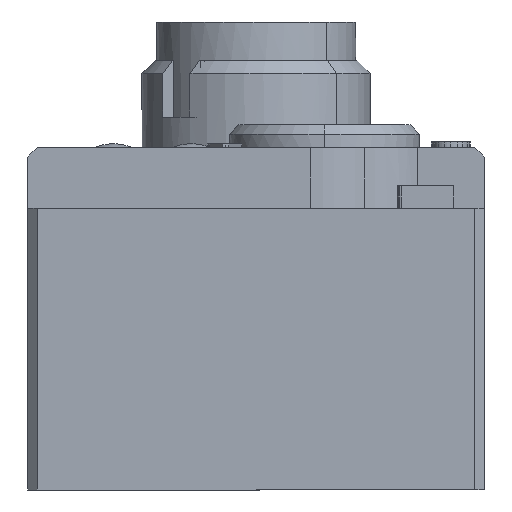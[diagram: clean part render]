
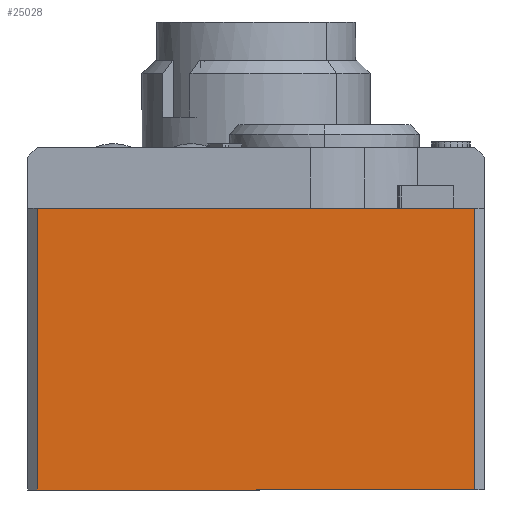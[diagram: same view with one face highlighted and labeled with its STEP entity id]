
A CAD part, front view. The second image highlights one B-rep face of the part: STEP entity #25028.
In plain terms, the highlighted planar face has unit normal (0, -1, 0).
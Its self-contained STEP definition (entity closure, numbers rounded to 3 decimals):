
#25020=AXIS2_PLACEMENT_3D('Plane Axis2P3D',#25017,#25018,#25019) ;
#18206=CARTESIAN_POINT('Vertex',(23.5,0.,0.)) ;
#18209=CARTESIAN_POINT('Line Origine',(12.,0.,0.)) ;
#18213=CARTESIAN_POINT('Vertex',(0.5,0.,0.)) ;
#18297=CARTESIAN_POINT('Line Origine',(0.5,0.,7.4)) ;
#18301=CARTESIAN_POINT('Vertex',(0.5,0.,14.8)) ;
#18329=CARTESIAN_POINT('Line Origine',(12.,0.,14.8)) ;
#18333=CARTESIAN_POINT('Vertex',(23.5,0.,14.8)) ;
#24583=CARTESIAN_POINT('Line Origine',(23.5,0.,7.4)) ;
#25017=CARTESIAN_POINT('Axis2P3D Location',(0.,0.,0.)) ;
#18210=DIRECTION('Vector Direction',(1.,0.,0.)) ;
#18298=DIRECTION('Vector Direction',(0.,0.,1.)) ;
#18330=DIRECTION('Vector Direction',(-1.,0.,0.)) ;
#24584=DIRECTION('Vector Direction',(0.,0.,-1.)) ;
#25018=DIRECTION('Axis2P3D Direction',(0.,-1.,0.)) ;
#25019=DIRECTION('Axis2P3D XDirection',(1.,0.,0.)) ;
#18211=VECTOR('Line Direction',#18210,1.) ;
#18299=VECTOR('Line Direction',#18298,1.) ;
#18331=VECTOR('Line Direction',#18330,1.) ;
#24585=VECTOR('Line Direction',#24584,1.) ;
#25023=ORIENTED_EDGE('',*,*,#24587,.F.) ;
#25024=ORIENTED_EDGE('',*,*,#18335,.T.) ;
#25025=ORIENTED_EDGE('',*,*,#18303,.F.) ;
#25026=ORIENTED_EDGE('',*,*,#18215,.T.) ;
#25028=ADVANCED_FACE('Hauptk\X2\00F6\X0\rper',(#25027),#25021,.T.) ;
#18215=EDGE_CURVE('',#18214,#18207,#18212,.T.) ;
#18303=EDGE_CURVE('',#18214,#18302,#18300,.T.) ;
#18335=EDGE_CURVE('',#18334,#18302,#18332,.T.) ;
#24587=EDGE_CURVE('',#18334,#18207,#24586,.T.) ;
#25022=EDGE_LOOP('',(#25023,#25024,#25025,#25026)) ;
#25027=FACE_OUTER_BOUND('',#25022,.T.) ;
#18212=LINE('Line',#18209,#18211) ;
#18300=LINE('Line',#18297,#18299) ;
#18332=LINE('Line',#18329,#18331) ;
#24586=LINE('Line',#24583,#24585) ;
#25021=PLANE('',#25020) ;
#18207=VERTEX_POINT('',#18206) ;
#18214=VERTEX_POINT('',#18213) ;
#18302=VERTEX_POINT('',#18301) ;
#18334=VERTEX_POINT('',#18333) ;
